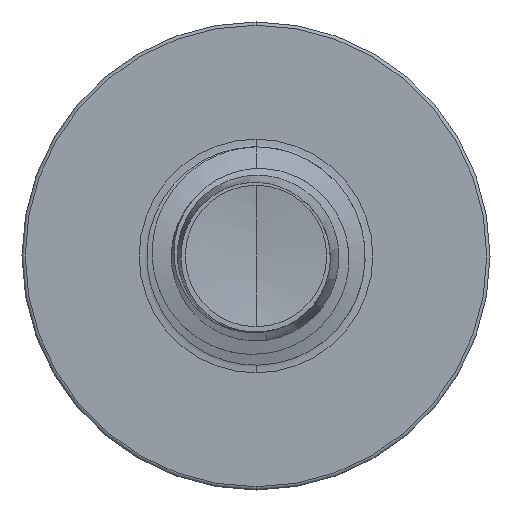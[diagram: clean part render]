
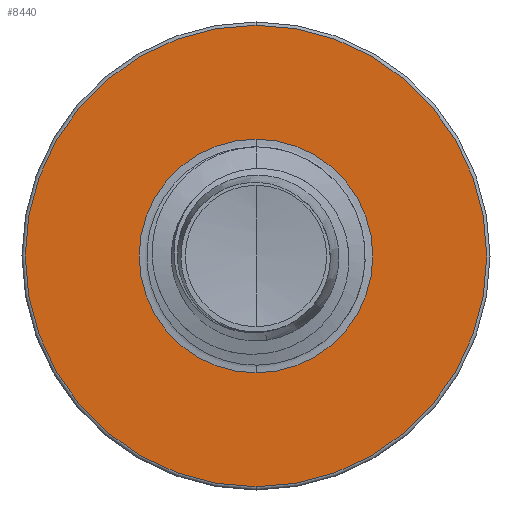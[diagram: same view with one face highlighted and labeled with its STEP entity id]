
A CAD part, front view. The second image highlights one B-rep face of the part: STEP entity #8440.
In plain terms, the highlighted planar face has unit normal (0, -1, 0).
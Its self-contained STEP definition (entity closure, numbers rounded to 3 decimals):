
#217 = DIRECTION ( 'NONE',  ( 0., 0., 1. ) ) ;
#892 = DIRECTION ( 'NONE',  ( 0., 1., 0. ) ) ;
#1057 = EDGE_LOOP ( 'NONE', ( #9575, #1253 ) ) ;
#1253 = ORIENTED_EDGE ( 'NONE', *, *, #6218, .F. ) ;
#1420 = VERTEX_POINT ( 'NONE', #3046 ) ;
#2381 = DIRECTION ( 'NONE',  ( 0., 1., 0. ) ) ;
#2398 = FACE_OUTER_BOUND ( 'NONE', #1057, .T. ) ;
#2454 = CARTESIAN_POINT ( 'NONE',  ( 0., 3., 1.872 ) ) ;
#2509 = AXIS2_PLACEMENT_3D ( 'NONE', #7848, #892, #8783 ) ;
#2996 = CARTESIAN_POINT ( 'NONE',  ( 0., 3., -1.872 ) ) ;
#3046 = CARTESIAN_POINT ( 'NONE',  ( 0., 3., 3.698 ) ) ;
#3088 = AXIS2_PLACEMENT_3D ( 'NONE', #12463, #7352, #217 ) ;
#4587 = ORIENTED_EDGE ( 'NONE', *, *, #6916, .T. ) ;
#5245 = FACE_BOUND ( 'NONE', #7383, .T. ) ;
#5456 = CARTESIAN_POINT ( 'NONE',  ( 0., 3., 0. ) ) ;
#5723 = CIRCLE ( 'NONE', #3088, 1.872 ) ;
#6218 = EDGE_CURVE ( 'NONE', #12676, #1420, #9938, .T. ) ;
#6529 = DIRECTION ( 'NONE',  ( 0., 0., 1. ) ) ;
#6573 = DIRECTION ( 'NONE',  ( 0., 0., 1. ) ) ;
#6916 = EDGE_CURVE ( 'NONE', #12836, #7314, #8034, .T. ) ;
#6975 = AXIS2_PLACEMENT_3D ( 'NONE', #8902, #2381, #9743 ) ;
#7314 = VERTEX_POINT ( 'NONE', #10775 ) ;
#7352 = DIRECTION ( 'NONE',  ( 0., 1., 0. ) ) ;
#7383 = EDGE_LOOP ( 'NONE', ( #4587, #7463 ) ) ;
#7463 = ORIENTED_EDGE ( 'NONE', *, *, #12983, .T. ) ;
#7708 = CIRCLE ( 'NONE', #11331, 3.697 ) ;
#7848 = CARTESIAN_POINT ( 'NONE',  ( 0., 3., 0. ) ) ;
#8034 = CIRCLE ( 'NONE', #2509, 1.872 ) ;
#8440 = ADVANCED_FACE ( 'NONE', ( #2398, #5245 ), #10154, .F. ) ;
#8478 = EDGE_CURVE ( 'NONE', #1420, #12676, #7708, .T. ) ;
#8783 = DIRECTION ( 'NONE',  ( 0., 0., 1. ) ) ;
#8902 = CARTESIAN_POINT ( 'NONE',  ( 0., 3., 0. ) ) ;
#9499 = CARTESIAN_POINT ( 'NONE',  ( 0., 3., -3.697 ) ) ;
#9575 = ORIENTED_EDGE ( 'NONE', *, *, #8478, .F. ) ;
#9743 = DIRECTION ( 'NONE',  ( 0., 0., 1. ) ) ;
#9938 = CIRCLE ( 'NONE', #6975, 3.697 ) ;
#10154 = PLANE ( 'NONE',  #10782 ) ;
#10775 = CARTESIAN_POINT ( 'NONE',  ( 0., 3., -1.872 ) ) ;
#10782 = AXIS2_PLACEMENT_3D ( 'NONE', #2996, #11789, #6529 ) ;
#11331 = AXIS2_PLACEMENT_3D ( 'NONE', #5456, #11824, #6573 ) ;
#11789 = DIRECTION ( 'NONE',  ( 0., 1., 0. ) ) ;
#11824 = DIRECTION ( 'NONE',  ( 0., 1., 0. ) ) ;
#12463 = CARTESIAN_POINT ( 'NONE',  ( 0., 3., 0. ) ) ;
#12676 = VERTEX_POINT ( 'NONE', #9499 ) ;
#12836 = VERTEX_POINT ( 'NONE', #2454 ) ;
#12983 = EDGE_CURVE ( 'NONE', #7314, #12836, #5723, .T. ) ;
